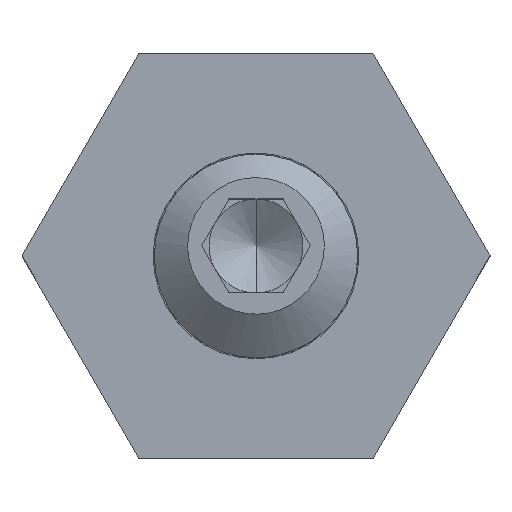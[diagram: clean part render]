
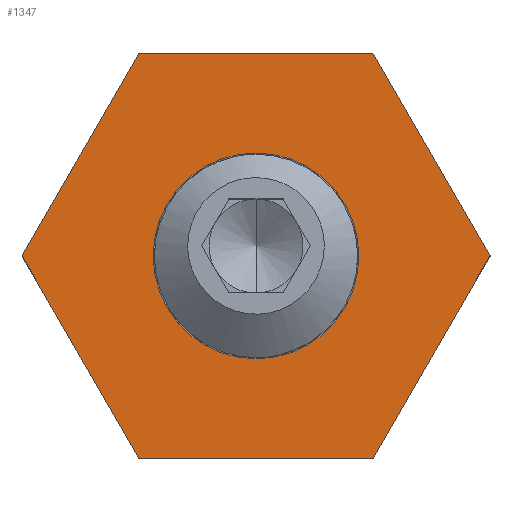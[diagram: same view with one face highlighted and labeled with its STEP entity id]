
A CAD part, top view. The second image highlights one B-rep face of the part: STEP entity #1347.
In plain terms, the highlighted planar face has unit normal (0, 0, 1).
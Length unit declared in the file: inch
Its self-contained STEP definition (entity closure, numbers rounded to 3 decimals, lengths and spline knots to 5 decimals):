
#59 = AXIS2_PLACEMENT_3D ( 'NONE', #681, #1028, #1351 ) ;
#89 = ORIENTED_EDGE ( 'NONE', *, *, #1458, .T. ) ;
#95 = DIRECTION ( 'NONE',  ( 1., 0., 0. ) ) ;
#118 = CARTESIAN_POINT ( 'NONE',  ( -0.23424, 0.40571, 0.17913 ) ) ;
#133 = AXIS2_PLACEMENT_3D ( 'NONE', #1134, #983, #95 ) ;
#144 = VECTOR ( 'NONE', #931, 39.37008 ) ;
#150 = DIRECTION ( 'NONE',  ( 1., 0., 0. ) ) ;
#152 = CARTESIAN_POINT ( 'NONE',  ( -0.23424, -0.40571, 0.17913 ) ) ;
#174 = FACE_BOUND ( 'NONE', #211, .T. ) ;
#211 = EDGE_LOOP ( 'NONE', ( #1332, #1346 ) ) ;
#217 = ORIENTED_EDGE ( 'NONE', *, *, #1467, .T. ) ;
#218 = CIRCLE ( 'NONE', #690, 0.206 ) ;
#235 = VERTEX_POINT ( 'NONE', #519 ) ;
#239 = CARTESIAN_POINT ( 'NONE',  ( -0.23424, 0.40571, 0.17913 ) ) ;
#241 = VERTEX_POINT ( 'NONE', #623 ) ;
#245 = VECTOR ( 'NONE', #856, 39.37008 ) ;
#246 = DIRECTION ( 'NONE',  ( -0.5, 0.866, 0. ) ) ;
#266 = ORIENTED_EDGE ( 'NONE', *, *, #787, .T. ) ;
#270 = CARTESIAN_POINT ( 'NONE',  ( 0., 0., 0.17913 ) ) ;
#274 = CARTESIAN_POINT ( 'NONE',  ( -0.23424, -0.40571, 0.17913 ) ) ;
#361 = VECTOR ( 'NONE', #786, 39.37008 ) ;
#383 = CARTESIAN_POINT ( 'NONE',  ( 0.23424, -0.40571, 0.17913 ) ) ;
#397 = ORIENTED_EDGE ( 'NONE', *, *, #836, .T. ) ;
#422 = VERTEX_POINT ( 'NONE', #274 ) ;
#436 = ORIENTED_EDGE ( 'NONE', *, *, #1143, .T. ) ;
#519 = CARTESIAN_POINT ( 'NONE',  ( -0.206, 0., 0.17913 ) ) ;
#568 = PLANE ( 'NONE',  #59 ) ;
#581 = VERTEX_POINT ( 'NONE', #987 ) ;
#618 = VECTOR ( 'NONE', #1418, 39.37008 ) ;
#623 = CARTESIAN_POINT ( 'NONE',  ( 0.206, 0., 0.17913 ) ) ;
#638 = VECTOR ( 'NONE', #1226, 39.37008 ) ;
#657 = LINE ( 'NONE', #383, #618 ) ;
#670 = CARTESIAN_POINT ( 'NONE',  ( -0.46847, 0., 0.17913 ) ) ;
#672 = LINE ( 'NONE', #670, #361 ) ;
#681 = CARTESIAN_POINT ( 'NONE',  ( 0., 0., 0.17913 ) ) ;
#690 = AXIS2_PLACEMENT_3D ( 'NONE', #270, #942, #150 ) ;
#719 = LINE ( 'NONE', #239, #144 ) ;
#738 = EDGE_CURVE ( 'NONE', #241, #235, #218, .T. ) ;
#757 = ORIENTED_EDGE ( 'NONE', *, *, #1260, .T. ) ;
#767 = CARTESIAN_POINT ( 'NONE',  ( 0.23424, 0.40571, 0.17913 ) ) ;
#786 = DIRECTION ( 'NONE',  ( 0.5, -0.866, 0. ) ) ;
#787 = EDGE_CURVE ( 'NONE', #581, #1298, #1056, .T. ) ;
#809 = VERTEX_POINT ( 'NONE', #118 ) ;
#816 = FACE_OUTER_BOUND ( 'NONE', #1371, .T. ) ;
#836 = EDGE_CURVE ( 'NONE', #809, #1359, #719, .T. ) ;
#856 = DIRECTION ( 'NONE',  ( 1., 0., 0. ) ) ;
#914 = CARTESIAN_POINT ( 'NONE',  ( 0.46847, 0., 0.17913 ) ) ;
#927 = LINE ( 'NONE', #1002, #638 ) ;
#931 = DIRECTION ( 'NONE',  ( -0.5, -0.866, 0. ) ) ;
#942 = DIRECTION ( 'NONE',  ( 0., 0., -1. ) ) ;
#983 = DIRECTION ( 'NONE',  ( 0., 0., -1. ) ) ;
#987 = CARTESIAN_POINT ( 'NONE',  ( 0.46847, 0., 0.17913 ) ) ;
#1002 = CARTESIAN_POINT ( 'NONE',  ( 0.23424, 0.40571, 0.17913 ) ) ;
#1007 = CIRCLE ( 'NONE', #133, 0.206 ) ;
#1028 = DIRECTION ( 'NONE',  ( 0., 0., 1. ) ) ;
#1056 = LINE ( 'NONE', #914, #1387 ) ;
#1134 = CARTESIAN_POINT ( 'NONE',  ( 0., 0., 0.17913 ) ) ;
#1143 = EDGE_CURVE ( 'NONE', #1164, #581, #657, .T. ) ;
#1164 = VERTEX_POINT ( 'NONE', #1223 ) ;
#1223 = CARTESIAN_POINT ( 'NONE',  ( 0.23424, -0.40571, 0.17913 ) ) ;
#1226 = DIRECTION ( 'NONE',  ( -1., 0., 0. ) ) ;
#1242 = CARTESIAN_POINT ( 'NONE',  ( -0.46847, 0., 0.17913 ) ) ;
#1260 = EDGE_CURVE ( 'NONE', #422, #1164, #1419, .T. ) ;
#1298 = VERTEX_POINT ( 'NONE', #767 ) ;
#1332 = ORIENTED_EDGE ( 'NONE', *, *, #1447, .T. ) ;
#1346 = ORIENTED_EDGE ( 'NONE', *, *, #738, .T. ) ;
#1347 = ADVANCED_FACE ( 'NONE', ( #816, #174 ), #568, .T. ) ;
#1351 = DIRECTION ( 'NONE',  ( 1., 0., 0. ) ) ;
#1359 = VERTEX_POINT ( 'NONE', #1242 ) ;
#1371 = EDGE_LOOP ( 'NONE', ( #436, #266, #217, #397, #89, #757 ) ) ;
#1387 = VECTOR ( 'NONE', #246, 39.37008 ) ;
#1418 = DIRECTION ( 'NONE',  ( 0.5, 0.866, 0. ) ) ;
#1419 = LINE ( 'NONE', #152, #245 ) ;
#1447 = EDGE_CURVE ( 'NONE', #235, #241, #1007, .T. ) ;
#1458 = EDGE_CURVE ( 'NONE', #1359, #422, #672, .T. ) ;
#1467 = EDGE_CURVE ( 'NONE', #1298, #809, #927, .T. ) ;
